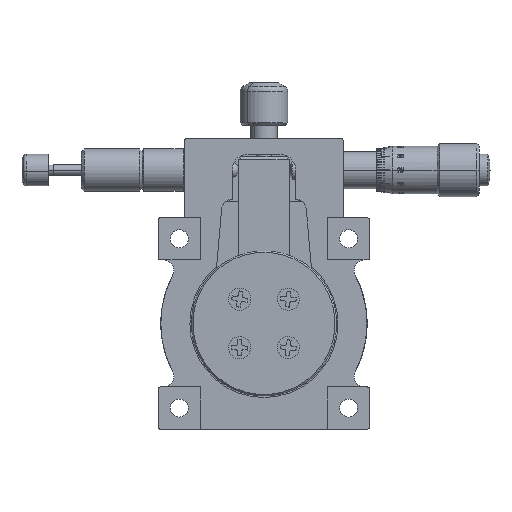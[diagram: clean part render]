
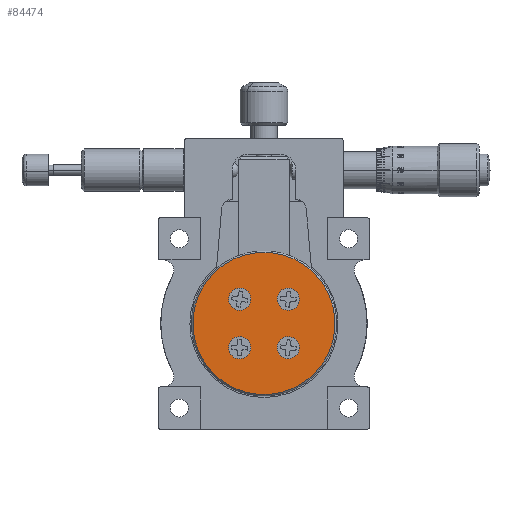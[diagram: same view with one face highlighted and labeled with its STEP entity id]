
A CAD part, front view. The second image highlights one B-rep face of the part: STEP entity #84474.
In plain terms, the highlighted planar face has unit normal (0, -1, 0).
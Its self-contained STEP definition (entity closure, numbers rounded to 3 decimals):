
#39 = CARTESIAN_POINT ( 'NONE',  ( -4.596, 0.3, 4.596 ) ) ;
#2411 = CARTESIAN_POINT ( 'NONE',  ( 4.798, 0.3, 6.686 ) ) ;
#2419 = CARTESIAN_POINT ( 'NONE',  ( 4.596, 0.3, 4.596 ) ) ;
#3644 = EDGE_CURVE ( 'NONE', #59733, #21487, #23181, .T. ) ;
#3905 = DIRECTION ( 'NONE',  ( 0.707, 0., 0.707 ) ) ;
#4152 = EDGE_LOOP ( 'NONE', ( #11123, #84194 ) ) ;
#5999 = EDGE_CURVE ( 'NONE', #46893, #123043, #42203, .T. ) ;
#6568 = AXIS2_PLACEMENT_3D ( 'NONE', #69310, #6886, #79853 ) ;
#6886 = DIRECTION ( 'NONE',  ( 0., -1., 0. ) ) ;
#9023 = FACE_BOUND ( 'NONE', #97095, .T. ) ;
#10467 = DIRECTION ( 'NONE',  ( 0., 0., -1. ) ) ;
#11014 = CARTESIAN_POINT ( 'NONE',  ( -4.946, 0.3, 2.526 ) ) ;
#11123 = ORIENTED_EDGE ( 'NONE', *, *, #56498, .T. ) ;
#11707 = VERTEX_POINT ( 'NONE', #2411 ) ;
#12540 = CARTESIAN_POINT ( 'NONE',  ( -4.596, 0.3, 4.596 ) ) ;
#12883 = DIRECTION ( 'NONE',  ( 0., 0., -1. ) ) ;
#16551 = ORIENTED_EDGE ( 'NONE', *, *, #64854, .T. ) ;
#17504 = EDGE_CURVE ( 'NONE', #44442, #11707, #65631, .T. ) ;
#18394 = VERTEX_POINT ( 'NONE', #101103 ) ;
#18450 = CARTESIAN_POINT ( 'NONE',  ( -9.511, 0.3, -9.511 ) ) ;
#19606 = CIRCLE ( 'NONE', #51697, 2.1 ) ;
#20642 = DIRECTION ( 'NONE',  ( 0., -1., 0. ) ) ;
#21465 = AXIS2_PLACEMENT_3D ( 'NONE', #39, #72945, #10467 ) ;
#21487 = VERTEX_POINT ( 'NONE', #125147 ) ;
#22148 = AXIS2_PLACEMENT_3D ( 'NONE', #116225, #53819, #126770 ) ;
#23060 = DIRECTION ( 'NONE',  ( 0., 0., -1. ) ) ;
#23181 = CIRCLE ( 'NONE', #98149, 13.45 ) ;
#24032 = EDGE_CURVE ( 'NONE', #123043, #46893, #121799, .T. ) ;
#26313 = CARTESIAN_POINT ( 'NONE',  ( -4.596, 0.3, -4.596 ) ) ;
#26368 = ORIENTED_EDGE ( 'NONE', *, *, #45101, .F. ) ;
#26956 = FACE_BOUND ( 'NONE', #4152, .T. ) ;
#31155 = VERTEX_POINT ( 'NONE', #100129 ) ;
#31866 = VERTEX_POINT ( 'NONE', #41086 ) ;
#33433 = VERTEX_POINT ( 'NONE', #129508 ) ;
#33525 = FACE_OUTER_BOUND ( 'NONE', #55444, .T. ) ;
#33603 = CIRCLE ( 'NONE', #38447, 2.1 ) ;
#33925 = EDGE_CURVE ( 'NONE', #18394, #31155, #33603, .T. ) ;
#34484 = ORIENTED_EDGE ( 'NONE', *, *, #17504, .F. ) ;
#35765 = CARTESIAN_POINT ( 'NONE',  ( 4.596, 0.3, -4.596 ) ) ;
#36782 = DIRECTION ( 'NONE',  ( 0., 0., -1. ) ) ;
#38447 = AXIS2_PLACEMENT_3D ( 'NONE', #26313, #99253, #36782 ) ;
#41086 = CARTESIAN_POINT ( 'NONE',  ( 4.368, 0.3, -6.684 ) ) ;
#42203 = CIRCLE ( 'NONE', #21465, 2.1 ) ;
#44442 = VERTEX_POINT ( 'NONE', #125202 ) ;
#45101 = EDGE_CURVE ( 'NONE', #11707, #44442, #19606, .T. ) ;
#45336 = PLANE ( 'NONE',  #95872 ) ;
#46204 = DIRECTION ( 'NONE',  ( 0., 0., -1. ) ) ;
#46893 = VERTEX_POINT ( 'NONE', #11014 ) ;
#49025 = CARTESIAN_POINT ( 'NONE',  ( -4.246, 0.3, 6.667 ) ) ;
#49406 = DIRECTION ( 'NONE',  ( 0., -1., 0. ) ) ;
#50613 = AXIS2_PLACEMENT_3D ( 'NONE', #12540, #85505, #23060 ) ;
#51697 = AXIS2_PLACEMENT_3D ( 'NONE', #2419, #75378, #12883 ) ;
#53819 = DIRECTION ( 'NONE',  ( 0., 1., 0. ) ) ;
#54531 = EDGE_CURVE ( 'NONE', #33433, #31866, #128675, .T. ) ;
#54692 = FACE_BOUND ( 'NONE', #105092, .T. ) ;
#55444 = EDGE_LOOP ( 'NONE', ( #67867, #16551 ) ) ;
#55848 = CARTESIAN_POINT ( 'NONE',  ( 9.723, 0.3, 9.723 ) ) ;
#56288 = CIRCLE ( 'NONE', #77114, 13.45 ) ;
#56498 = EDGE_CURVE ( 'NONE', #31155, #18394, #121197, .T. ) ;
#56931 = CARTESIAN_POINT ( 'NONE',  ( 0., 0.3, 0. ) ) ;
#59733 = VERTEX_POINT ( 'NONE', #18450 ) ;
#64854 = EDGE_CURVE ( 'NONE', #21487, #59733, #56288, .T. ) ;
#65631 = CIRCLE ( 'NONE', #100767, 2.1 ) ;
#66313 = DIRECTION ( 'NONE',  ( 0., -1., 0. ) ) ;
#67389 = DIRECTION ( 'NONE',  ( 0.707, 0., 0.707 ) ) ;
#67460 = EDGE_CURVE ( 'NONE', #31866, #33433, #75312, .T. ) ;
#67867 = ORIENTED_EDGE ( 'NONE', *, *, #3644, .T. ) ;
#69310 = CARTESIAN_POINT ( 'NONE',  ( 4.596, 0.3, -4.596 ) ) ;
#70766 = ORIENTED_EDGE ( 'NONE', *, *, #67460, .F. ) ;
#72945 = DIRECTION ( 'NONE',  ( 0., -1., 0. ) ) ;
#75312 = CIRCLE ( 'NONE', #6568, 2.1 ) ;
#75378 = DIRECTION ( 'NONE',  ( 0., -1., 0. ) ) ;
#77114 = AXIS2_PLACEMENT_3D ( 'NONE', #56931, #129872, #67389 ) ;
#77483 = EDGE_LOOP ( 'NONE', ( #70766, #84134 ) ) ;
#79853 = DIRECTION ( 'NONE',  ( 0., 0., -1. ) ) ;
#82240 = AXIS2_PLACEMENT_3D ( 'NONE', #35765, #108673, #46204 ) ;
#83135 = CARTESIAN_POINT ( 'NONE',  ( 4.596, 0.3, 4.596 ) ) ;
#84134 = ORIENTED_EDGE ( 'NONE', *, *, #54531, .F. ) ;
#84194 = ORIENTED_EDGE ( 'NONE', *, *, #33925, .T. ) ;
#84474 = ADVANCED_FACE ( 'NONE', ( #26956, #9023, #33525, #54692, #134585 ), #45336, .T. ) ;
#85505 = DIRECTION ( 'NONE',  ( 0., -1., 0. ) ) ;
#93563 = DIRECTION ( 'NONE',  ( 0., 0., -1. ) ) ;
#95872 = AXIS2_PLACEMENT_3D ( 'NONE', #55848, #66313, #3905 ) ;
#97095 = EDGE_LOOP ( 'NONE', ( #110019, #109456 ) ) ;
#98149 = AXIS2_PLACEMENT_3D ( 'NONE', #111836, #49406, #122365 ) ;
#99253 = DIRECTION ( 'NONE',  ( 0., 1., 0. ) ) ;
#100129 = CARTESIAN_POINT ( 'NONE',  ( -6.695, 0.3, -4.52 ) ) ;
#100767 = AXIS2_PLACEMENT_3D ( 'NONE', #83135, #20642, #93563 ) ;
#101103 = CARTESIAN_POINT ( 'NONE',  ( -2.498, 0.3, -4.673 ) ) ;
#105092 = EDGE_LOOP ( 'NONE', ( #34484, #26368 ) ) ;
#108673 = DIRECTION ( 'NONE',  ( 0., -1., 0. ) ) ;
#109456 = ORIENTED_EDGE ( 'NONE', *, *, #24032, .F. ) ;
#110019 = ORIENTED_EDGE ( 'NONE', *, *, #5999, .F. ) ;
#111836 = CARTESIAN_POINT ( 'NONE',  ( 0., 0.3, 0. ) ) ;
#116225 = CARTESIAN_POINT ( 'NONE',  ( -4.596, 0.3, -4.596 ) ) ;
#121197 = CIRCLE ( 'NONE', #22148, 2.1 ) ;
#121799 = CIRCLE ( 'NONE', #50613, 2.1 ) ;
#122365 = DIRECTION ( 'NONE',  ( 0.707, 0., 0.707 ) ) ;
#123043 = VERTEX_POINT ( 'NONE', #49025 ) ;
#125147 = CARTESIAN_POINT ( 'NONE',  ( 9.511, 0.3, 9.511 ) ) ;
#125202 = CARTESIAN_POINT ( 'NONE',  ( 4.395, 0.3, 2.506 ) ) ;
#126770 = DIRECTION ( 'NONE',  ( 0., 0., -1. ) ) ;
#128675 = CIRCLE ( 'NONE', #82240, 2.1 ) ;
#129508 = CARTESIAN_POINT ( 'NONE',  ( 4.824, 0.3, -2.509 ) ) ;
#129872 = DIRECTION ( 'NONE',  ( 0., -1., 0. ) ) ;
#134585 = FACE_BOUND ( 'NONE', #77483, .T. ) ;
